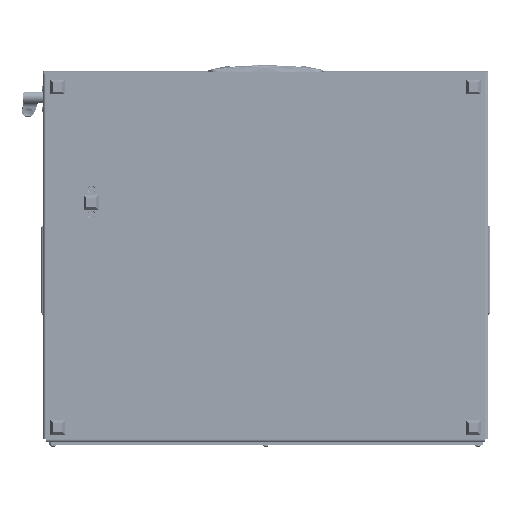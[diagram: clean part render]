
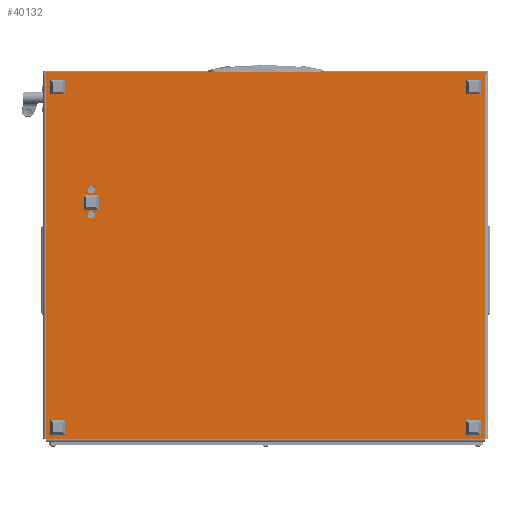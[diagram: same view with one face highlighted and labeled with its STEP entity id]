
A CAD part, front view. The second image highlights one B-rep face of the part: STEP entity #40132.
In plain terms, the highlighted face is planar.
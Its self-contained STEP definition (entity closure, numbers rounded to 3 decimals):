
#762 = AXIS2_PLACEMENT_3D ( 'NONE', #101748, #100062, #100479 ) ;
#1602 = DIRECTION ( 'NONE',  ( -1., 0., 0. ) ) ;
#2730 = VECTOR ( 'NONE', #87121, 1000. ) ;
#3293 = ORIENTED_EDGE ( 'NONE', *, *, #82934, .F. ) ;
#4878 = LINE ( 'NONE', #49848, #100173 ) ;
#5508 = PLANE ( 'NONE',  #86006 ) ;
#5657 = CARTESIAN_POINT ( 'NONE',  ( 506., 608., 0. ) ) ;
#5856 = VERTEX_POINT ( 'NONE', #37773 ) ;
#6498 = ORIENTED_EDGE ( 'NONE', *, *, #80847, .T. ) ;
#8238 = CARTESIAN_POINT ( 'NONE',  ( 0., -4., 0. ) ) ;
#8827 = CARTESIAN_POINT ( 'NONE',  ( 195., 545., 0. ) ) ;
#9338 = VECTOR ( 'NONE', #115917, 1000. ) ;
#9802 = DIRECTION ( 'NONE',  ( 0., 0., -1. ) ) ;
#10742 = EDGE_CURVE ( 'NONE', #57389, #18555, #72562, .T. ) ;
#12311 = CARTESIAN_POINT ( 'NONE',  ( 0., 608., 0. ) ) ;
#12812 = CARTESIAN_POINT ( 'NONE',  ( 0., -2., 0. ) ) ;
#17392 = DIRECTION ( 'NONE',  ( -1., 0., 0. ) ) ;
#17568 = EDGE_CURVE ( 'NONE', #18555, #57389, #92884, .T. ) ;
#17799 = LINE ( 'NONE', #36807, #116245 ) ;
#18555 = VERTEX_POINT ( 'NONE', #35075 ) ;
#19023 = DIRECTION ( 'NONE',  ( 0., 0., -1. ) ) ;
#20021 = CARTESIAN_POINT ( 'NONE',  ( 0., -4., 0. ) ) ;
#20529 = EDGE_LOOP ( 'NONE', ( #79638, #42904 ) ) ;
#22119 = ORIENTED_EDGE ( 'NONE', *, *, #38664, .T. ) ;
#23738 = DIRECTION ( 'NONE',  ( 1., 0., 0. ) ) ;
#23966 = EDGE_CURVE ( 'NONE', #41442, #27238, #30315, .T. ) ;
#26531 = EDGE_LOOP ( 'NONE', ( #47365, #125888 ) ) ;
#27238 = VERTEX_POINT ( 'NONE', #118652 ) ;
#27838 = CARTESIAN_POINT ( 'NONE',  ( 506., 608., 0. ) ) ;
#28836 = CARTESIAN_POINT ( 'NONE',  ( 160., 545., 0. ) ) ;
#30007 = EDGE_CURVE ( 'NONE', #113504, #41442, #97891, .T. ) ;
#30121 = DIRECTION ( 'NONE',  ( 0., 0., -1. ) ) ;
#30315 = LINE ( 'NONE', #43956, #111853 ) ;
#33358 = EDGE_CURVE ( 'NONE', #63479, #35616, #51892, .T. ) ;
#35055 = CARTESIAN_POINT ( 'NONE',  ( 0., 608., 0. ) ) ;
#35075 = CARTESIAN_POINT ( 'NONE',  ( 165.2, 545., 0. ) ) ;
#35616 = VERTEX_POINT ( 'NONE', #83823 ) ;
#36807 = CARTESIAN_POINT ( 'NONE',  ( 0., 610., 0. ) ) ;
#37515 = DIRECTION ( 'NONE',  ( -1., 0., 0. ) ) ;
#37565 = DIRECTION ( 'NONE',  ( 0., 0., -1. ) ) ;
#37773 = CARTESIAN_POINT ( 'NONE',  ( -2., -2., 0. ) ) ;
#38664 = EDGE_CURVE ( 'NONE', #5856, #52987, #4878, .T. ) ;
#40132 = ADVANCED_FACE ( 'NONE', ( #75038, #78179, #115124 ), #5508, .T. ) ;
#41442 = VERTEX_POINT ( 'NONE', #63994 ) ;
#41703 = AXIS2_PLACEMENT_3D ( 'NONE', #84836, #37565, #17392 ) ;
#41757 = CARTESIAN_POINT ( 'NONE',  ( -2., 610., 0. ) ) ;
#42904 = ORIENTED_EDGE ( 'NONE', *, *, #108210, .F. ) ;
#43956 = CARTESIAN_POINT ( 'NONE',  ( 0., 0., 0. ) ) ;
#46287 = DIRECTION ( 'NONE',  ( 1., 0., 0. ) ) ;
#47093 = VERTEX_POINT ( 'NONE', #82096 ) ;
#47327 = LINE ( 'NONE', #27838, #2730 ) ;
#47365 = ORIENTED_EDGE ( 'NONE', *, *, #10742, .F. ) ;
#49848 = CARTESIAN_POINT ( 'NONE',  ( -2., -4., 0. ) ) ;
#51235 = EDGE_CURVE ( 'NONE', #113504, #5856, #73754, .T. ) ;
#51710 = VECTOR ( 'NONE', #88336, 1000. ) ;
#51892 = LINE ( 'NONE', #8238, #116609 ) ;
#52987 = VERTEX_POINT ( 'NONE', #41757 ) ;
#54098 = AXIS2_PLACEMENT_3D ( 'NONE', #28836, #30121, #98887 ) ;
#57389 = VERTEX_POINT ( 'NONE', #114181 ) ;
#58894 = DIRECTION ( 'NONE',  ( 0., 1., 0. ) ) ;
#63479 = VERTEX_POINT ( 'NONE', #104449 ) ;
#63994 = CARTESIAN_POINT ( 'NONE',  ( 0., 0., 0. ) ) ;
#72562 = CIRCLE ( 'NONE', #54098, 5.2 ) ;
#72647 = EDGE_CURVE ( 'NONE', #47093, #85010, #103223, .T. ) ;
#73019 = VERTEX_POINT ( 'NONE', #5657 ) ;
#73754 = LINE ( 'NONE', #97392, #9338 ) ;
#75038 = FACE_BOUND ( 'NONE', #26531, .T. ) ;
#78179 = FACE_BOUND ( 'NONE', #20529, .T. ) ;
#79638 = ORIENTED_EDGE ( 'NONE', *, *, #72647, .F. ) ;
#80847 = EDGE_CURVE ( 'NONE', #73019, #27238, #47327, .T. ) ;
#82096 = CARTESIAN_POINT ( 'NONE',  ( 189.8, 545., 0. ) ) ;
#82934 = EDGE_CURVE ( 'NONE', #73019, #63479, #88245, .T. ) ;
#83823 = CARTESIAN_POINT ( 'NONE',  ( 0., 610., 0. ) ) ;
#84024 = ORIENTED_EDGE ( 'NONE', *, *, #51235, .T. ) ;
#84836 = CARTESIAN_POINT ( 'NONE',  ( 160., 545., 0. ) ) ;
#85010 = VERTEX_POINT ( 'NONE', #103083 ) ;
#86006 = AXIS2_PLACEMENT_3D ( 'NONE', #35055, #9802, #1602 ) ;
#87121 = DIRECTION ( 'NONE',  ( 0., -1., 0. ) ) ;
#88245 = LINE ( 'NONE', #12311, #108909 ) ;
#88336 = DIRECTION ( 'NONE',  ( 0., 1., 0. ) ) ;
#89190 = DIRECTION ( 'NONE',  ( -1., 0., 0. ) ) ;
#92884 = CIRCLE ( 'NONE', #41703, 5.2 ) ;
#93753 = ORIENTED_EDGE ( 'NONE', *, *, #30007, .F. ) ;
#97392 = CARTESIAN_POINT ( 'NONE',  ( 0., -2., 0. ) ) ;
#97891 = LINE ( 'NONE', #20021, #51710 ) ;
#98887 = DIRECTION ( 'NONE',  ( -1., 0., 0. ) ) ;
#99008 = ORIENTED_EDGE ( 'NONE', *, *, #23966, .F. ) ;
#99462 = AXIS2_PLACEMENT_3D ( 'NONE', #8827, #19023, #37515 ) ;
#100062 = DIRECTION ( 'NONE',  ( 0., 0., -1. ) ) ;
#100173 = VECTOR ( 'NONE', #58894, 1000. ) ;
#100479 = DIRECTION ( 'NONE',  ( -1., 0., 0. ) ) ;
#101748 = CARTESIAN_POINT ( 'NONE',  ( 195., 545., 0. ) ) ;
#103083 = CARTESIAN_POINT ( 'NONE',  ( 200.2, 545., 0. ) ) ;
#103223 = CIRCLE ( 'NONE', #99462, 5.2 ) ;
#104449 = CARTESIAN_POINT ( 'NONE',  ( 0., 608., 0. ) ) ;
#105369 = ORIENTED_EDGE ( 'NONE', *, *, #114568, .T. ) ;
#106187 = DIRECTION ( 'NONE',  ( 0., 1., 0. ) ) ;
#108210 = EDGE_CURVE ( 'NONE', #85010, #47093, #121494, .T. ) ;
#108909 = VECTOR ( 'NONE', #89190, 1000. ) ;
#109763 = EDGE_LOOP ( 'NONE', ( #93753, #84024, #22119, #105369, #110501, #3293, #6498, #99008 ) ) ;
#110501 = ORIENTED_EDGE ( 'NONE', *, *, #33358, .F. ) ;
#111853 = VECTOR ( 'NONE', #23738, 1000. ) ;
#113504 = VERTEX_POINT ( 'NONE', #12812 ) ;
#114181 = CARTESIAN_POINT ( 'NONE',  ( 154.8, 545., 0. ) ) ;
#114568 = EDGE_CURVE ( 'NONE', #52987, #35616, #17799, .T. ) ;
#115124 = FACE_OUTER_BOUND ( 'NONE', #109763, .T. ) ;
#115917 = DIRECTION ( 'NONE',  ( -1., 0., 0. ) ) ;
#116245 = VECTOR ( 'NONE', #46287, 1000. ) ;
#116609 = VECTOR ( 'NONE', #106187, 1000. ) ;
#118652 = CARTESIAN_POINT ( 'NONE',  ( 506., 0., 0. ) ) ;
#121494 = CIRCLE ( 'NONE', #762, 5.2 ) ;
#125888 = ORIENTED_EDGE ( 'NONE', *, *, #17568, .F. ) ;
